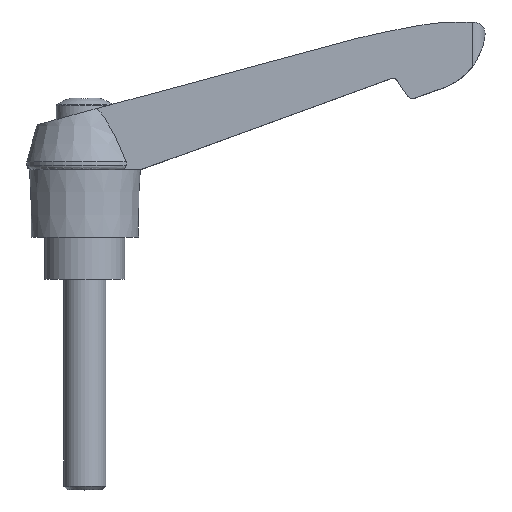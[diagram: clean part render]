
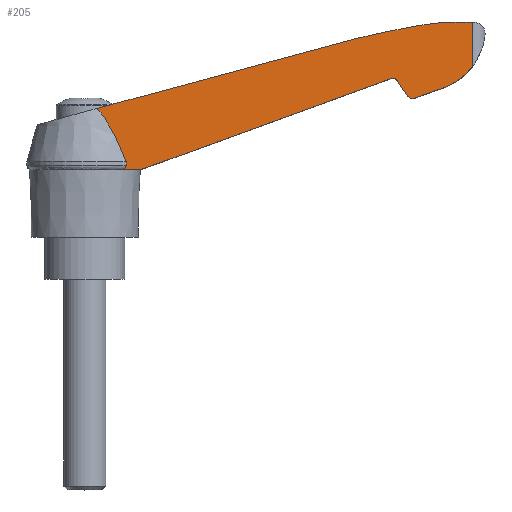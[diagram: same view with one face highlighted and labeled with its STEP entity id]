
A CAD part, top view. The second image highlights one B-rep face of the part: STEP entity #205.
In plain terms, the highlighted planar face has unit normal (0.037, 0, 0.999).
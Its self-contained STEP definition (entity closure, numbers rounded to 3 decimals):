
#205 = ADVANCED_FACE( '', ( #443 ), #444, .F. );
#443 = FACE_OUTER_BOUND( '', #707, .T. );
#444 = PLANE( '', #708 );
#707 = EDGE_LOOP( '', ( #1273, #1274, #1275, #1276, #1277, #1278, #1279, #1280, #1281, #1282, #1283, #1284, #1285, #1286, #1287 ) );
#708 = AXIS2_PLACEMENT_3D( '', #1288, #1289, #1290 );
#1273 = ORIENTED_EDGE( '', *, *, #1831, .F. );
#1274 = ORIENTED_EDGE( '', *, *, #1739, .T. );
#1275 = ORIENTED_EDGE( '', *, *, #1595, .F. );
#1276 = ORIENTED_EDGE( '', *, *, #1603, .F. );
#1277 = ORIENTED_EDGE( '', *, *, #1787, .T. );
#1278 = ORIENTED_EDGE( '', *, *, #1792, .F. );
#1279 = ORIENTED_EDGE( '', *, *, #1832, .F. );
#1280 = ORIENTED_EDGE( '', *, *, #1833, .F. );
#1281 = ORIENTED_EDGE( '', *, *, #1815, .F. );
#1282 = ORIENTED_EDGE( '', *, *, #1731, .F. );
#1283 = ORIENTED_EDGE( '', *, *, #1710, .F. );
#1284 = ORIENTED_EDGE( '', *, *, #1796, .F. );
#1285 = ORIENTED_EDGE( '', *, *, #1824, .F. );
#1286 = ORIENTED_EDGE( '', *, *, #1727, .F. );
#1287 = ORIENTED_EDGE( '', *, *, #1684, .F. );
#1288 = CARTESIAN_POINT( '', ( 0., 66., 10.001 ) );
#1289 = DIRECTION( '', ( -0.037, 0., -0.999 ) );
#1290 = DIRECTION( '', ( -0.999, 0., 0.037 ) );
#1595 = EDGE_CURVE( '', #1905, #1906, #1907, .T. );
#1603 = EDGE_CURVE( '', #1919, #1905, #1921, .T. );
#1684 = EDGE_CURVE( '', #2057, #2053, #2059, .T. );
#1710 = EDGE_CURVE( '', #2098, #2100, #2101, .T. );
#1727 = EDGE_CURVE( '', #2053, #2123, #2124, .T. );
#1731 = EDGE_CURVE( '', #2100, #2129, #2130, .T. );
#1739 = EDGE_CURVE( '', #2142, #1906, #2143, .T. );
#1787 = EDGE_CURVE( '', #1919, #2214, #2216, .T. );
#1792 = EDGE_CURVE( '', #2222, #2214, #2224, .T. );
#1796 = EDGE_CURVE( '', #2228, #2098, #2230, .T. );
#1815 = EDGE_CURVE( '', #2129, #2246, #2264, .T. );
#1824 = EDGE_CURVE( '', #2123, #2228, #2273, .T. );
#1831 = EDGE_CURVE( '', #2142, #2057, #2280, .T. );
#1832 = EDGE_CURVE( '', #2281, #2222, #2282, .T. );
#1833 = EDGE_CURVE( '', #2246, #2281, #2283, .T. );
#1905 = VERTEX_POINT( '', #2365 );
#1906 = VERTEX_POINT( '', #2366 );
#1907 = LINE( '', #2367, #2368 );
#1919 = VERTEX_POINT( '', #2383 );
#1921 = LINE( '', #2386, #2387 );
#2053 = VERTEX_POINT( '', #2553 );
#2057 = VERTEX_POINT( '', #2572 );
#2059 = B_SPLINE_CURVE_WITH_KNOTS( '', 3, ( #2574, #2575, #2576, #2577, #2578, #2579, #2580, #2581, #2582, #2583, #2584, #2585 ), .UNSPECIFIED., .F., .F., ( 4, 2, 2, 2, 2, 4 ), ( 0., 0.004, 0.007, 0.011, 0.013, 0.015 ), .UNSPECIFIED. );
#2098 = VERTEX_POINT( '', #2680 );
#2100 = VERTEX_POINT( '', #2683 );
#2101 = ELLIPSE( '', #2684, 53.036, 53. );
#2123 = VERTEX_POINT( '', #2715 );
#2124 = LINE( '', #2716, #2717 );
#2129 = VERTEX_POINT( '', #2724 );
#2130 = LINE( '', #2725, #2726 );
#2142 = VERTEX_POINT( '', #2759 );
#2143 = B_SPLINE_CURVE_WITH_KNOTS( '', 3, ( #2760, #2761, #2762, #2763, #2764, #2765, #2766, #2767, #2768, #2769 ), .UNSPECIFIED., .F., .F., ( 4, 2, 2, 2, 4 ), ( 0., 0., 0.001, 0.001, 0.001 ), .UNSPECIFIED. );
#2214 = VERTEX_POINT( '', #2872 );
#2216 = ELLIPSE( '', #2875, 1.001, 1. );
#2222 = VERTEX_POINT( '', #2883 );
#2224 = LINE( '', #2886, #2887 );
#2228 = VERTEX_POINT( '', #2891 );
#2230 = ELLIPSE( '', #2894, 50.034, 50. );
#2246 = VERTEX_POINT( '', #2913 );
#2264 = ELLIPSE( '', #2971, 15.01, 15. );
#2273 = ELLIPSE( '', #2982, 198.134, 198. );
#2280 = LINE( '', #2992, #2993 );
#2281 = VERTEX_POINT( '', #2994 );
#2282 = ELLIPSE( '', #2995, 1.401, 1.4 );
#2283 = LINE( '', #2996, #2997 );
#2365 = CARTESIAN_POINT( '', ( 13.3, 26., 9.511 ) );
#2366 = CARTESIAN_POINT( '', ( 8.937, 26., 9.672 ) );
#2367 = CARTESIAN_POINT( '', ( -0.138, 26., 10.006 ) );
#2368 = VECTOR( '', #3091, 1000. );
#2383 = CARTESIAN_POINT( '', ( 72.844, 47.672, 7.317 ) );
#2386 = CARTESIAN_POINT( '', ( 13.162, 25.95, 9.516 ) );
#2387 = VECTOR( '', #3102, 1000. );
#2553 = CARTESIAN_POINT( '', ( 2.857, 40.522, 9.896 ) );
#2572 = CARTESIAN_POINT( '', ( 9.805, 27.9, 9.64 ) );
#2574 = CARTESIAN_POINT( '', ( 9.805, 27.9, 9.64 ) );
#2575 = CARTESIAN_POINT( '', ( 9.358, 29.024, 9.656 ) );
#2576 = CARTESIAN_POINT( '', ( 8.897, 30.142, 9.673 ) );
#2577 = CARTESIAN_POINT( '', ( 7.932, 32.359, 9.709 ) );
#2578 = CARTESIAN_POINT( '', ( 7.427, 33.459, 9.727 ) );
#2579 = CARTESIAN_POINT( '', ( 6.346, 35.622, 9.767 ) );
#2580 = CARTESIAN_POINT( '', ( 5.77, 36.689, 9.789 ) );
#2581 = CARTESIAN_POINT( '', ( 4.799, 38.218, 9.824 ) );
#2582 = CARTESIAN_POINT( '', ( 4.457, 38.716, 9.837 ) );
#2583 = CARTESIAN_POINT( '', ( 3.71, 39.669, 9.865 ) );
#2584 = CARTESIAN_POINT( '', ( 3.309, 40.121, 9.879 ) );
#2585 = CARTESIAN_POINT( '', ( 2.857, 40.522, 9.896 ) );
#2680 = CARTESIAN_POINT( '', ( 86.8, 61., 6.802 ) );
#2683 = CARTESIAN_POINT( '', ( 92.014, 61.014, 6.61 ) );
#2684 = AXIS2_PLACEMENT_3D( '', #3256, #3257, #3258 );
#2715 = CARTESIAN_POINT( '', ( 64.3, 57.1, 7.631 ) );
#2716 = CARTESIAN_POINT( '', ( 64.09, 57.044, 7.639 ) );
#2717 = VECTOR( '', #3277, 1000. );
#2724 = CARTESIAN_POINT( '', ( 92.014, 50.509, 6.61 ) );
#2725 = CARTESIAN_POINT( '', ( 92.014, 66., 6.61 ) );
#2726 = VECTOR( '', #3280, 1000. );
#2759 = CARTESIAN_POINT( '', ( 9.805, 27.006, 9.64 ) );
#2760 = CARTESIAN_POINT( '', ( 9.805, 27.006, 9.64 ) );
#2761 = CARTESIAN_POINT( '', ( 9.784, 26.892, 9.641 ) );
#2762 = CARTESIAN_POINT( '', ( 9.745, 26.785, 9.642 ) );
#2763 = CARTESIAN_POINT( '', ( 9.637, 26.582, 9.646 ) );
#2764 = CARTESIAN_POINT( '', ( 9.569, 26.488, 9.649 ) );
#2765 = CARTESIAN_POINT( '', ( 9.414, 26.319, 9.654 ) );
#2766 = CARTESIAN_POINT( '', ( 9.326, 26.243, 9.658 ) );
#2767 = CARTESIAN_POINT( '', ( 9.14, 26.109, 9.664 ) );
#2768 = CARTESIAN_POINT( '', ( 9.041, 26.051, 9.668 ) );
#2769 = CARTESIAN_POINT( '', ( 8.937, 26., 9.672 ) );
#2872 = CARTESIAN_POINT( '', ( 74.005, 47.306, 7.274 ) );
#2875 = AXIS2_PLACEMENT_3D( '', #3350, #3351, #3352 );
#2883 = CARTESIAN_POINT( '', ( 76.684, 43.48, 7.175 ) );
#2886 = CARTESIAN_POINT( '', ( 73.926, 47.418, 7.277 ) );
#2887 = VECTOR( '', #3356, 1000. );
#2891 = CARTESIAN_POINT( '', ( 81., 60.5, 7.016 ) );
#2894 = AXIS2_PLACEMENT_3D( '', #3361, #3362, #3363 );
#2913 = CARTESIAN_POINT( '', ( 85.5, 45.584, 6.85 ) );
#2971 = AXIS2_PLACEMENT_3D( '', #3391, #3392, #3393 );
#2982 = AXIS2_PLACEMENT_3D( '', #3405, #3406, #3407 );
#2992 = CARTESIAN_POINT( '', ( 9.805, 78.207, 9.64 ) );
#2993 = VECTOR( '', #3411, 1000. );
#2994 = CARTESIAN_POINT( '', ( 78.31, 42.967, 7.115 ) );
#2995 = AXIS2_PLACEMENT_3D( '', #3412, #3413, #3414 );
#2996 = CARTESIAN_POINT( '', ( 78.094, 42.889, 7.123 ) );
#2997 = VECTOR( '', #3415, 1000. );
#3091 = DIRECTION( '', ( -0.999, 0., 0.037 ) );
#3102 = DIRECTION( '', ( -0.939, -0.342, 0.035 ) );
#3256 = CARTESIAN_POINT( '', ( 89.547, 8.071, 6.701 ) );
#3257 = DIRECTION( '', ( -0.037, 0., -0.999 ) );
#3258 = DIRECTION( '', ( 0.999, 0., -0.037 ) );
#3277 = DIRECTION( '', ( 0.965, 0.26, -0.036 ) );
#3280 = DIRECTION( '', ( 0., -1., 0. ) );
#3350 = CARTESIAN_POINT( '', ( 73.186, 46.732, 7.304 ) );
#3351 = DIRECTION( '', ( -0.037, 0., -0.999 ) );
#3352 = DIRECTION( '', ( 0.999, 0., -0.037 ) );
#3356 = DIRECTION( '', ( -0.573, 0.819, 0.021 ) );
#3361 = CARTESIAN_POINT( '', ( 88.187, 11.019, 6.751 ) );
#3362 = DIRECTION( '', ( -0.037, 0., -0.999 ) );
#3363 = DIRECTION( '', ( 0.999, 0., -0.037 ) );
#3391 = CARTESIAN_POINT( '', ( 80.053, 59.56, 7.051 ) );
#3392 = DIRECTION( '', ( -0.037, 0., -0.999 ) );
#3393 = DIRECTION( '', ( 0.999, 0., -0.037 ) );
#3405 = CARTESIAN_POINT( '', ( 112.109, -135.041, 5.869 ) );
#3406 = DIRECTION( '', ( -0.037, 0., -0.999 ) );
#3407 = DIRECTION( '', ( 0.999, 0., -0.037 ) );
#3411 = DIRECTION( '', ( 0., 1., 0. ) );
#3412 = CARTESIAN_POINT( '', ( 77.831, 44.283, 7.133 ) );
#3413 = DIRECTION( '', ( -0.037, 0., -0.999 ) );
#3414 = DIRECTION( '', ( 0.999, 0., -0.037 ) );
#3415 = DIRECTION( '', ( -0.939, -0.342, 0.035 ) );
